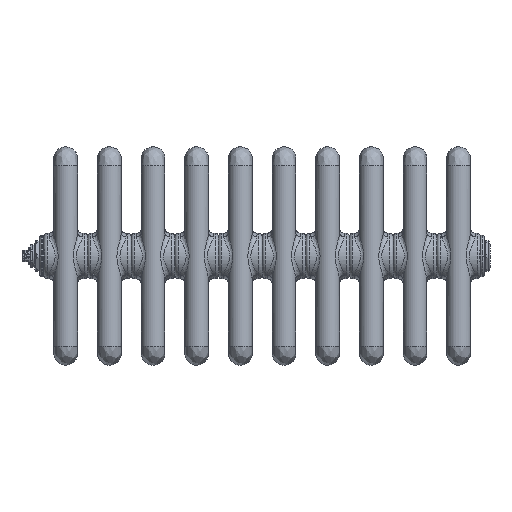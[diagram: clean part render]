
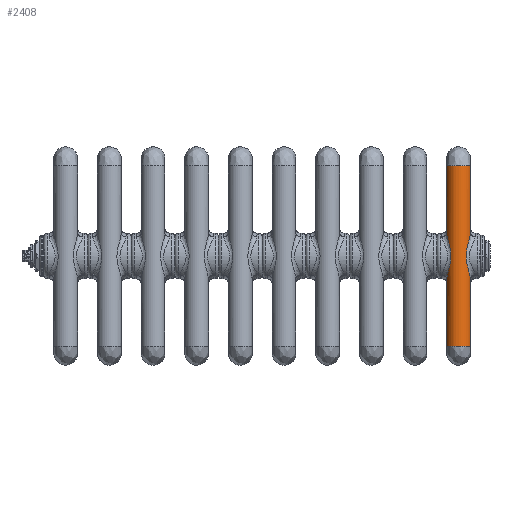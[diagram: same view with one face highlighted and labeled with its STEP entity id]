
A CAD part, front view. The second image highlights one B-rep face of the part: STEP entity #2408.
In plain terms, the highlighted cylindrical face has radius 12.5 mm (diameter 25 mm), a partial arc.
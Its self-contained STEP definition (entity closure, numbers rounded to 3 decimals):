
#393=CARTESIAN_POINT('',(210.,-1745.775,-12.5));
#394=DIRECTION('',(-1.,0.,0.));
#395=DIRECTION('',(0.,0.,-1.));
#396=AXIS2_PLACEMENT_3D('',#393,#394,#395);
#422=DIRECTION('',(1.,0.,0.));
#423=VECTOR('',#422,70.49);
#424=CARTESIAN_POINT('',(20.,-1745.775,-25.033));
#425=LINE('',#424,#423);
#426=DIRECTION('',(1.,0.,0.));
#427=VECTOR('',#426,70.49);
#428=CARTESIAN_POINT('',(139.51,-1745.775,-25.05));
#429=LINE('',#428,#427);
#582=CARTESIAN_POINT('',(139.51,-1745.775,-25.05));
#583=CARTESIAN_POINT('',(139.089,-1746.249,-25.05));
#584=CARTESIAN_POINT('',(138.17,-1747.202,-24.921));
#585=CARTESIAN_POINT('',(136.59,-1748.574,-24.716));
#586=CARTESIAN_POINT('',(134.66,-1749.977,-24.302));
#587=CARTESIAN_POINT('',(132.396,-1751.325,-23.733));
#588=CARTESIAN_POINT('',(129.753,-1752.59,-23.012));
#589=CARTESIAN_POINT('',(126.656,-1753.729,-22.175));
#590=CARTESIAN_POINT('',(123.022,-1754.686,-21.294));
#591=CARTESIAN_POINT('',(118.52,-1755.36,-20.531));
#592=CARTESIAN_POINT('',(113.773,-1755.483,-20.374));
#593=CARTESIAN_POINT('',(109.659,-1755.123,-20.81));
#594=CARTESIAN_POINT('',(106.246,-1754.498,-21.472));
#595=CARTESIAN_POINT('',(103.31,-1753.7,-22.188));
#596=CARTESIAN_POINT('',(100.776,-1752.789,-22.868));
#597=CARTESIAN_POINT('',(98.574,-1751.805,-23.469));
#598=CARTESIAN_POINT('',(96.669,-1750.782,-23.972));
#599=CARTESIAN_POINT('',(95.027,-1749.747,-24.369));
#600=CARTESIAN_POINT('',(93.616,-1748.718,-24.662));
#601=CARTESIAN_POINT('',(92.404,-1747.708,-24.87));
#602=CARTESIAN_POINT('',(91.364,-1746.726,-24.953));
#603=CARTESIAN_POINT('',(90.766,-1746.086,-25.05));
#604=CARTESIAN_POINT('',(90.49,-1745.775,-25.05));
#606=CARTESIAN_POINT('',(90.49,-1745.775,
0.));
#607=CARTESIAN_POINT('',(91.588,-1747.015,
0.));
#608=CARTESIAN_POINT('',(94.116,-1749.321,
-0.352));
#609=CARTESIAN_POINT('',(99.251,-1752.292,-1.706));
#610=CARTESIAN_POINT('',(104.466,-1754.13,-3.144));
#611=CARTESIAN_POINT('',(109.399,-1755.126,-4.186));
#612=CARTESIAN_POINT('',(113.965,-1755.482,-4.626));
#613=CARTESIAN_POINT('',(118.061,-1755.362,-4.475));
#614=CARTESIAN_POINT('',(121.565,-1754.926,-3.973));
#615=CARTESIAN_POINT('',(124.571,-1754.295,-3.337));
#616=CARTESIAN_POINT('',(127.159,-1753.541,-2.687));
#617=CARTESIAN_POINT('',(129.407,-1752.709,-2.082));
#618=CARTESIAN_POINT('',(131.374,-1751.825,-1.545));
#619=CARTESIAN_POINT('',(133.092,-1750.915,-1.091));
#620=CARTESIAN_POINT('',(134.585,-1750.,
-0.723));
#621=CARTESIAN_POINT('',(135.878,-1749.098,
-0.438));
#622=CARTESIAN_POINT('',(136.997,-1748.218,
-0.23));
#623=CARTESIAN_POINT('',(137.965,-1747.368,
-0.092));
#624=CARTESIAN_POINT('',(138.8,-1746.552,
-0.016));
#625=CARTESIAN_POINT('',(139.285,-1746.029,0.));
#626=CARTESIAN_POINT('',(139.51,-1745.775,
0.));
#628=CARTESIAN_POINT('',(20.,-1745.775,-12.5));
#629=DIRECTION('',(1.,0.,0.));
#630=DIRECTION('',(0.,0.,1.));
#631=AXIS2_PLACEMENT_3D('',#628,#629,#630);
#992=DIRECTION('',(-1.,0.,0.));
#993=VECTOR('',#992,70.49);
#994=CARTESIAN_POINT('',(210.,-1745.775,0.));
#995=LINE('',#994,#993);
#996=DIRECTION('',(-1.,0.,0.));
#997=VECTOR('',#996,70.49);
#998=CARTESIAN_POINT('',(90.49,-1745.775,
0.));
#999=LINE('',#998,#997);
#1622=CARTESIAN_POINT('',(90.49,-1745.775,0.));
#1623=VERTEX_POINT('',#1622);
#1625=CARTESIAN_POINT('',(139.51,-1745.775,0.));
#1627=VERTEX_POINT('',#1625);
#1628=CARTESIAN_POINT('',(139.51,-1745.775,-25.1));
#1629=VERTEX_POINT('',#1628);
#1631=CARTESIAN_POINT('',(90.49,-1745.775,-25.1));
#1633=VERTEX_POINT('',#1631);
#1743=CARTESIAN_POINT('',(210.,-1745.775,0.));
#1745=VERTEX_POINT('',#1743);
#1746=CARTESIAN_POINT('',(20.,-1745.775,0.));
#1748=VERTEX_POINT('',#1746);
#1763=CARTESIAN_POINT('',(20.,-1745.775,-25.));
#1765=VERTEX_POINT('',#1763);
#1766=CARTESIAN_POINT('',(210.,-1745.775,-25.));
#1768=VERTEX_POINT('',#1766);
#2389=CARTESIAN_POINT('',(529.828,-1745.775,-12.5));
#2390=DIRECTION('',(-1.,0.,0.));
#2391=DIRECTION('',(0.,-1.,0.));
#2392=AXIS2_PLACEMENT_3D('',#2389,#2390,#2391);
#2393=CYLINDRICAL_SURFACE('',#2392,12.5);
#2394=ORIENTED_EDGE('',*,*,#2381,.T.);
#2395=ORIENTED_EDGE('',*,*,#2149,.F.);
#2397=ORIENTED_EDGE('',*,*,#2396,.F.);
#2399=ORIENTED_EDGE('',*,*,#2398,.F.);
#2401=ORIENTED_EDGE('',*,*,#2400,.T.);
#2403=ORIENTED_EDGE('',*,*,#2402,.F.);
#2404=ORIENTED_EDGE('',*,*,#2125,.F.);
#2405=ORIENTED_EDGE('',*,*,#2161,.F.);
#2406=EDGE_LOOP('',(#2394,#2395,#2397,#2399,#2401,#2403,#2404,#2405));
#2407=FACE_OUTER_BOUND('',#2406,.F.);
#397=CIRCLE('',#396,12.5);
#605=B_SPLINE_CURVE_WITH_KNOTS('',3,(#582,#583,#584,#585,#586,#587,#588,#589,
#590,#591,#592,#593,#594,#595,#596,#597,#598,#599,#600,#601,#602,#603,#604),
.UNSPECIFIED.,.F.,.F.,(4,1,1,1,1,1,1,1,1,1,1,1,1,1,1,1,1,1,1,1,4),(0.,0.05,
0.1,0.15,0.2,0.25,0.3,0.35,0.4,0.45,0.5,0.55,0.6,0.65,
0.7,0.75,0.8,0.85,0.9,0.95,1.),.UNSPECIFIED.);
#627=B_SPLINE_CURVE_WITH_KNOTS('',3,(#606,#607,#608,#609,#610,#611,#612,#613,
#614,#615,#616,#617,#618,#619,#620,#621,#622,#623,#624,#625,#626),.UNSPECIFIED.,
.F.,.F.,(4,1,1,1,1,1,1,1,1,1,1,1,1,1,1,1,1,1,4),(0.,0.056,
0.111,0.167,0.222,0.278,
0.333,0.389,0.444,0.5,0.556,
0.611,0.667,0.722,0.778,
0.833,0.889,0.944,1.),.UNSPECIFIED.);
#632=CIRCLE('',#631,12.5);
#2125=EDGE_CURVE('',#1768,#1745,#397,.T.);
#2149=EDGE_CURVE('',#1765,#1633,#425,.T.);
#2161=EDGE_CURVE('',#1629,#1768,#429,.T.);
#2381=EDGE_CURVE('',#1629,#1633,#605,.T.);
#2396=EDGE_CURVE('',#1748,#1765,#632,.T.);
#2398=EDGE_CURVE('',#1623,#1748,#999,.T.);
#2400=EDGE_CURVE('',#1623,#1627,#627,.T.);
#2402=EDGE_CURVE('',#1745,#1627,#995,.T.);
#2408=ADVANCED_FACE('',(#2407),#2393,.T.);
